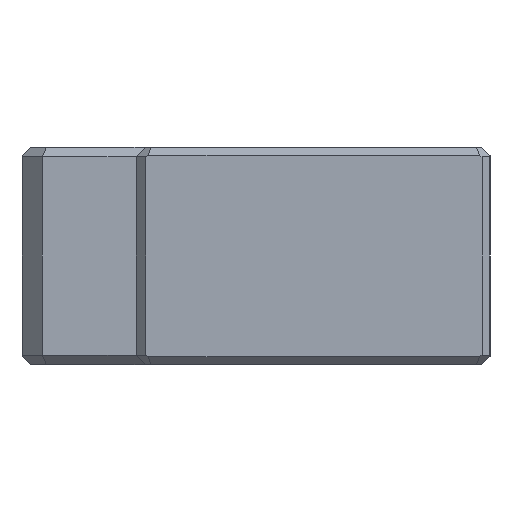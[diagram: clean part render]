
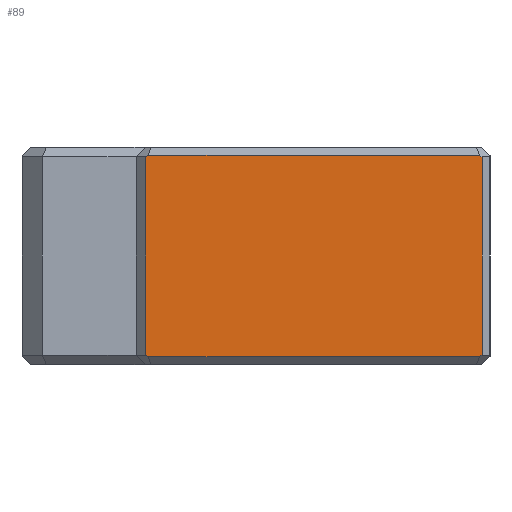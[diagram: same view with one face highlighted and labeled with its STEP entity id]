
A CAD part, left-side view. The second image highlights one B-rep face of the part: STEP entity #89.
In plain terms, the highlighted planar face has unit normal (-1, 0, 0).
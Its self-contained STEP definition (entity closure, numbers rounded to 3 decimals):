
#31 = EDGE_CURVE ( 'NONE', #1471, #1504, #2168, .T. ) ;
#89 = ADVANCED_FACE ( 'NONE', ( #2265 ), #1932, .T. ) ;
#221 = EDGE_CURVE ( 'NONE', #1504, #1701, #2466, .T. ) ;
#223 = EDGE_CURVE ( 'NONE', #1459, #1558, #2464, .T. ) ;
#1198 = EDGE_CURVE ( 'NONE', #7268, #1633, #5035, .T. ) ;
#1203 = EDGE_CURVE ( 'NONE', #1701, #7268, #5042, .T. ) ;
#1215 = EDGE_CURVE ( 'NONE', #1633, #1571, #5064, .T. ) ;
#1420 = AXIS2_PLACEMENT_3D ( 'NONE', #1939, #1945, #1946 ) ;
#1459 = VERTEX_POINT ( 'NONE', #6820 ) ;
#1471 = VERTEX_POINT ( 'NONE', #6851 ) ;
#1504 = VERTEX_POINT ( 'NONE', #6884 ) ;
#1558 = VERTEX_POINT ( 'NONE', #6938 ) ;
#1571 = VERTEX_POINT ( 'NONE', #6951 ) ;
#1633 = VERTEX_POINT ( 'NONE', #7013 ) ;
#1701 = VERTEX_POINT ( 'NONE', #7081 ) ;
#1744 = CARTESIAN_POINT ( 'NONE',  ( -30., -20.638, -9.2 ) ) ;
#1745 = DIRECTION ( 'NONE',  ( 0., -0.816, 0.577 ) ) ;
#1932 = PLANE ( 'NONE',  #1420 ) ;
#1939 = CARTESIAN_POINT ( 'NONE',  ( -30., -21.58, -9.95 ) ) ;
#1945 = DIRECTION ( 'NONE',  ( -1., 0., 0. ) ) ;
#1946 = DIRECTION ( 'NONE',  ( 0., 0., 1. ) ) ;
#2168 = LINE ( 'NONE', #1744, #2169 ) ;
#2169 = VECTOR ( 'NONE', #1745, 1000. ) ;
#2265 = FACE_OUTER_BOUND ( 'NONE', #7511, .T. ) ;
#2464 = LINE ( 'NONE', #3805, #2469 ) ;
#2466 = LINE ( 'NONE', #3803, #2467 ) ;
#2467 = VECTOR ( 'NONE', #3804, 1000. ) ;
#2469 = VECTOR ( 'NONE', #3809, 1000. ) ;
#3803 = CARTESIAN_POINT ( 'NONE',  ( -30., -20.85, -9.95 ) ) ;
#3804 = DIRECTION ( 'NONE',  ( 0., 0., 1. ) ) ;
#3805 = CARTESIAN_POINT ( 'NONE',  ( -30., 9.858, -9.2 ) ) ;
#3809 = DIRECTION ( 'NONE',  ( 0., 0.816, 0.577 ) ) ;
#5026 = VECTOR ( 'NONE', #5879, 1000. ) ;
#5035 = LINE ( 'NONE', #5850, #5036 ) ;
#5036 = VECTOR ( 'NONE', #5851, 1000. ) ;
#5042 = LINE ( 'NONE', #5855, #5026 ) ;
#5064 = LINE ( 'NONE', #5901, #5065 ) ;
#5065 = VECTOR ( 'NONE', #5902, 1000. ) ;
#5249 = VECTOR ( 'NONE', #7094, 1000. ) ;
#5251 = LINE ( 'NONE', #7087, #5249 ) ;
#5253 = LINE ( 'NONE', #7097, #5256 ) ;
#5256 = VECTOR ( 'NONE', #7098, 1000. ) ;
#5850 = CARTESIAN_POINT ( 'NONE',  ( -30., -21.58, 9.3 ) ) ;
#5851 = DIRECTION ( 'NONE',  ( 0., 1., 0. ) ) ;
#5855 = CARTESIAN_POINT ( 'NONE',  ( -30., -20.85, 9.15 ) ) ;
#5879 = DIRECTION ( 'NONE',  ( 0., 0.816, 0.577 ) ) ;
#5901 = CARTESIAN_POINT ( 'NONE',  ( -30., 9.858, 9.3 ) ) ;
#5902 = DIRECTION ( 'NONE',  ( 0., 0.816, -0.577 ) ) ;
#6820 = CARTESIAN_POINT ( 'NONE',  ( -30., 9.858, -9.2 ) ) ;
#6851 = CARTESIAN_POINT ( 'NONE',  ( -30., -20.638, -9.2 ) ) ;
#6884 = CARTESIAN_POINT ( 'NONE',  ( -30., -20.85, -9.05 ) ) ;
#6938 = CARTESIAN_POINT ( 'NONE',  ( -30., 10.07, -9.05 ) ) ;
#6951 = CARTESIAN_POINT ( 'NONE',  ( -30., 10.07, 9.15 ) ) ;
#7013 = CARTESIAN_POINT ( 'NONE',  ( -30., 9.858, 9.3 ) ) ;
#7081 = CARTESIAN_POINT ( 'NONE',  ( -30., -20.85, 9.15 ) ) ;
#7087 = CARTESIAN_POINT ( 'NONE',  ( -30., 10.07, -10.05 ) ) ;
#7088 = CARTESIAN_POINT ( 'NONE',  ( -30., -20.638, 9.3 ) ) ;
#7094 = DIRECTION ( 'NONE',  ( 0., 0., 1. ) ) ;
#7097 = CARTESIAN_POINT ( 'NONE',  ( -30., -21.7, -9.2 ) ) ;
#7098 = DIRECTION ( 'NONE',  ( 0., -1., 0. ) ) ;
#7268 = VERTEX_POINT ( 'NONE', #7088 ) ;
#7274 = EDGE_CURVE ( 'NONE', #1558, #1571, #5251, .T. ) ;
#7276 = EDGE_CURVE ( 'NONE', #1459, #1471, #5253, .T. ) ;
#7511 = EDGE_LOOP ( 'NONE', ( #7676, #7677, #7678, #7679, #7680, #7681, #7682, #7683 ) ) ;
#7676 = ORIENTED_EDGE ( 'NONE', *, *, #223, .F. ) ;
#7677 = ORIENTED_EDGE ( 'NONE', *, *, #7276, .T. ) ;
#7678 = ORIENTED_EDGE ( 'NONE', *, *, #31, .T. ) ;
#7679 = ORIENTED_EDGE ( 'NONE', *, *, #221, .T. ) ;
#7680 = ORIENTED_EDGE ( 'NONE', *, *, #1203, .T. ) ;
#7681 = ORIENTED_EDGE ( 'NONE', *, *, #1198, .T. ) ;
#7682 = ORIENTED_EDGE ( 'NONE', *, *, #1215, .T. ) ;
#7683 = ORIENTED_EDGE ( 'NONE', *, *, #7274, .F. ) ;
